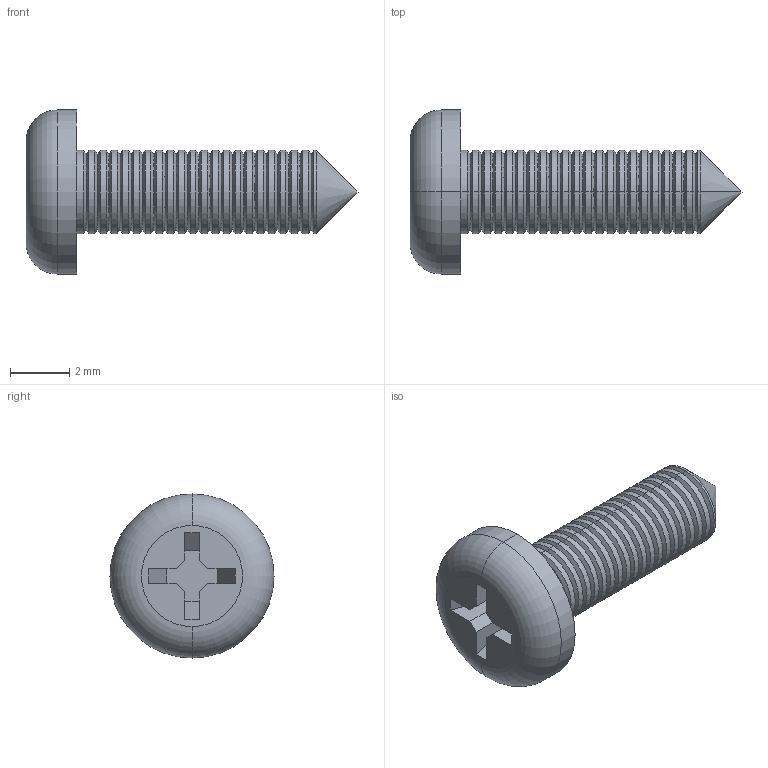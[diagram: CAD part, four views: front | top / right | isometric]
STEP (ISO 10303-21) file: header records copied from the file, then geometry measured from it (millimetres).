
FILE_DESCRIPTION (( 'STEP AP214' ), '1' );
FILE_NAME ('40232-ATXP #4 x 0.375 Length Self Tap Screw.STEP', '2017-03-28T20:19:52', ( '' ), ( '' ), 'SwSTEP 2.0', 'SolidWorks 2016', '' );
FILE_SCHEMA (( 'AUTOMOTIVE_DESIGN' ));
Length unit declared in the file: millimetre
Products named in the file (2): 40232-ATXP #4 x 0.375 Length Self Tap Screw
Bounding box: 11.25 x 5.56 x 5.56 mm (x, y, z)
Volume: 86.3 mm3; surface area: 189.4 mm2
Topology: 1 solids, 1 shells, 153 faces, 320 edges, 169 vertices
Faces by surface type: cone 86, cylinder 46, plane 19, torus 2
Entity records: 5670 total; most frequent: DIRECTION 766, CARTESIAN_POINT 642, ORIENTED_EDGE 636, EDGE_CURVE 318, AXIS2_PLACEMENT_3D 293, LINE 180, VECTOR 180, VERTEX_POINT 169
